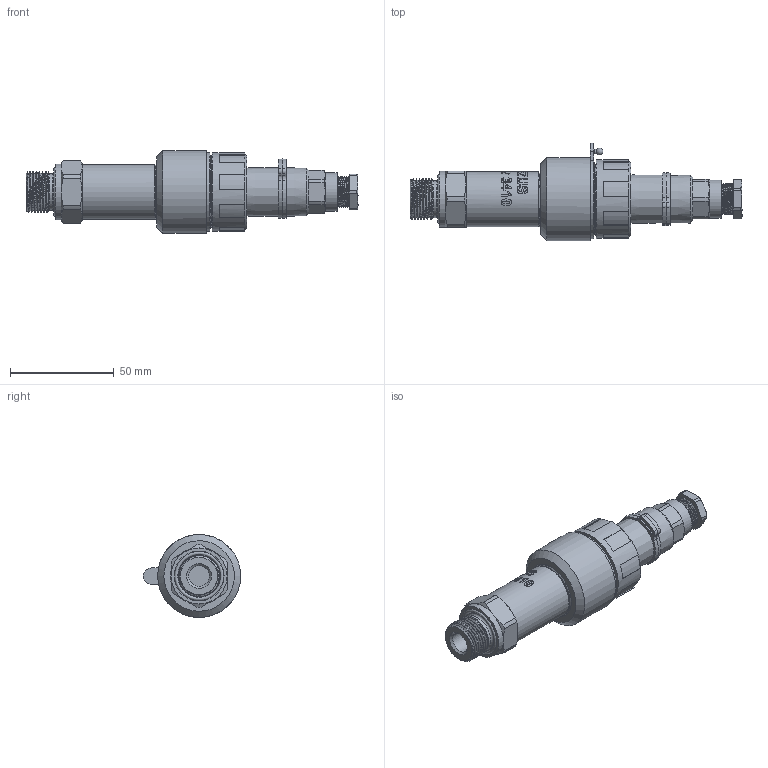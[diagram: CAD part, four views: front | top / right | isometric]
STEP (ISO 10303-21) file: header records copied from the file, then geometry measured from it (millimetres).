
FILE_DESCRIPTION(/* description */ (''),/* implementation_level */ '2;1');
FILE_NAME(/* name */ 'APZ3410_14_Buccaneer.step',/* time_stamp */ '2021-06-25T13:21:03+03:00',/* author */ (''),/* organization */ (''),/* preprocessor_version */ 'ST-DEVELOPER v18.1',/* originating_system */ 'Autodesk Translation Framework v10.9.0.1377',/* authorisation */ '');
FILE_SCHEMA (('AUTOMOTIVE_DESIGN { 1 0 10303 214 3 1 1 }'));
Length unit declared in the file: millimetre
Products named in the file (10): апз3410_filled; Buccaneer assembly v5; Bucaneer female v5; px0736-s; px0736-s_2; Bucaneer male v11; px0735-p; px0735-p_1; Shell; M20x1,5 DIN OPEN PORT PVC PVDF
Assembly tree (9 placements, depth 5):
  апз3410_filled
    Buccaneer assembly v5
      Bucaneer female v5
        px0736-s
          px0736-s_2
      Bucaneer male v11
        px0735-p
          px0735-p_1
    Shell
    M20x1,5 DIN OPEN PORT PVC PVDF
Bounding box: 160.04 x 46.89 x 40 mm (x, y, z)
Volume: 82149.3 mm3; surface area: 56928.9 mm2
Topology: 15 solids, 19 shells, 1732 faces, 4763 edges, 3128 vertices
Faces by surface type: plane 1021, bspline 275, cylinder 272, cone 130, torus 23, sphere 11
Full cylindrical faces by diameter (mm): 2.03 x1, 2.413 x4, 2.439 x6, 2.459 x2, 2.464 x2, 2.87 x4, 3 x4, 3.302 x6, 3.734 x2, 4.1 x6, 4.19 x2, 4.47 x2, 8.255 x1, 9.53 x2, 10 x1, 11.938 x1, 12.09 x1, 13.716 x1, 13.741 x5, 14.021 x1, 14.884 x6, 15.062 x9, 16.61 x1, 17 x1, 17.8 x1, 18 x1, 18.137 x6, 18.42 x1, 19.85 x5, 20.1 x2
Entity records: 95093 total; most frequent: CARTESIAN_POINT 52934, ORIENTED_EDGE 9500, DIRECTION 7411, EDGE_CURVE 4750, VERTEX_POINT 3128, LINE 2983, VECTOR 2983, AXIS2_PLACEMENT_3D 2214
